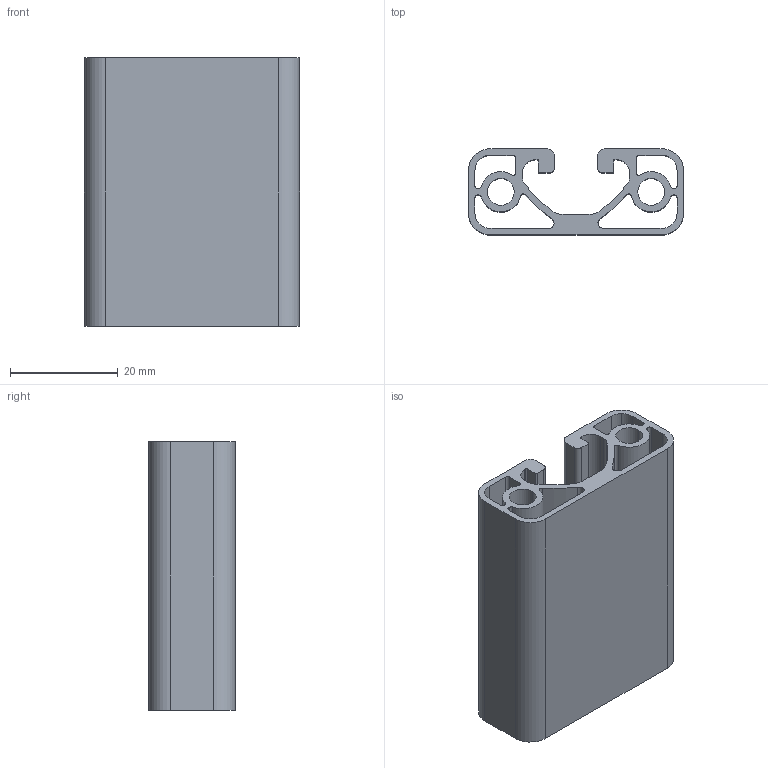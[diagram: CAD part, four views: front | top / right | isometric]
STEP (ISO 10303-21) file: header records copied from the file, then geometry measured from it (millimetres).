
FILE_DESCRIPTION (( 'STEP AP214' ), '1' );
FILE_NAME ('BASE08E0105-Profilé 8 40x16 E.STEP', '2023-03-16T14:03:38', ( '' ), ( '' ), 'SwSTEP 2.0', 'SolidWorks 2021', '' );
FILE_SCHEMA (( 'AUTOMOTIVE_DESIGN' ));
Length unit declared in the file: millimetre
Products named in the file (1): BASE08E0105-Profilé 8 40x16 E
Bounding box: 40 x 16 x 50 mm (x, y, z)
Volume: 12278.6 mm3; surface area: 16128.8 mm2
Topology: 1 solids, 1 shells, 85 faces, 249 edges, 166 vertices
Faces by surface type: cylinder 53, plane 32
Entity records: 2927 total; most frequent: DIRECTION 527, CARTESIAN_POINT 501, ORIENTED_EDGE 498, EDGE_CURVE 249, AXIS2_PLACEMENT_3D 192, VERTEX_POINT 166, LINE 143, VECTOR 143
